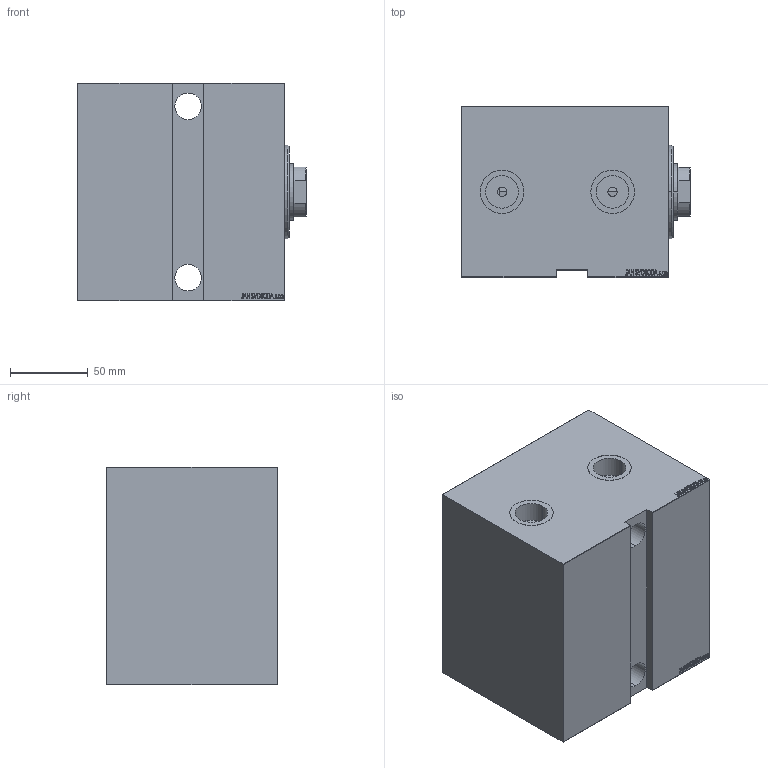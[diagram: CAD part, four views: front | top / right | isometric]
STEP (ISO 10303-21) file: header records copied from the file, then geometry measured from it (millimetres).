
FILE_DESCRIPTION (( 'STEP AP203' ), '1' );
FILE_NAME ('938e.STEP', '2022-04-17T02:26:52', ( '' ), ( '' ), 'SwSTEP 2.0', 'SolidWorks 2019', '' );
FILE_SCHEMA (( 'CONFIG_CONTROL_DESIGN' ));
Length unit declared in the file: millimetre
Products named in the file (4): V450CM_E_VCP 9cdd82d62be045dbc83fee7bf479630b; V450CM_VC_B 9cdd82d62be045dbc83fee7bf479630b; V450CM_E_Body 9cdd82d62be045dbc83fee7bf479630b; 938e
Assembly tree (3 placements, depth 2):
  938e
    V450CM_E_Body 9cdd82d62be045dbc83fee7bf479630b
    V450CM_E_VCP 9cdd82d62be045dbc83fee7bf479630b
    V450CM_VC_B 9cdd82d62be045dbc83fee7bf479630b
Bounding box: 147 x 110 x 140 mm (x, y, z)
Volume: 1714373.1 mm3; surface area: 191774.2 mm2
Topology: 3 solids, 3 shells, 850 faces, 2193 edges, 1454 vertices
Faces by surface type: plane 410, bspline 380, cylinder 46, cone 14
Entity records: 43087 total; most frequent: CARTESIAN_POINT 24461, ORIENTED_EDGE 4382, DIRECTION 2475, EDGE_CURVE 2191, VERTEX_POINT 1454, VECTOR 1311, LINE 1311, EDGE_LOOP 967
